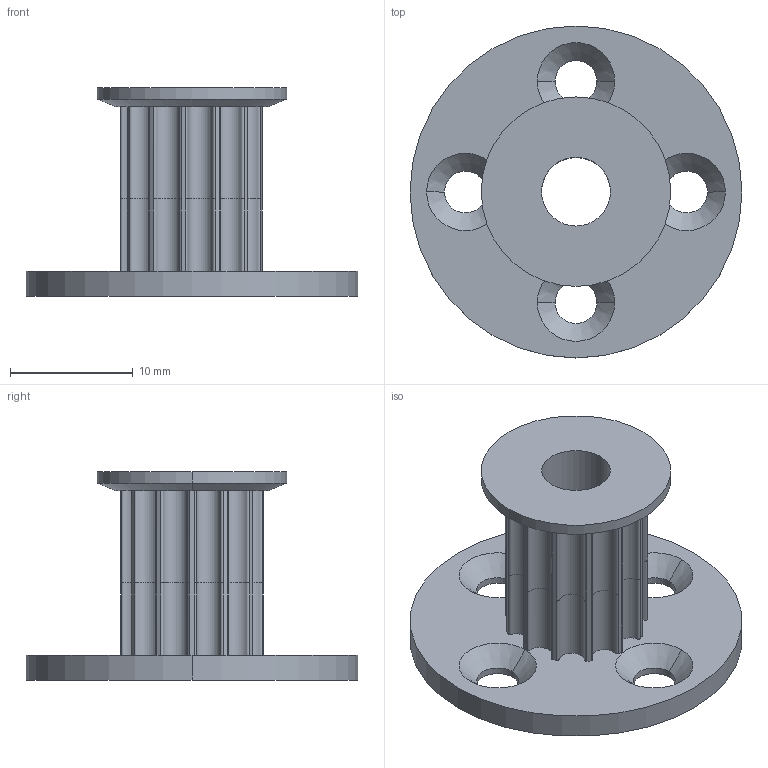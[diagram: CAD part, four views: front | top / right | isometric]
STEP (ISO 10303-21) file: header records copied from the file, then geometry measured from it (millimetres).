
FILE_DESCRIPTION (( 'STEP AP214' ), '1' );
FILE_NAME ('MirrorHTD (13 Teeth) - Thigh.STEP', '2023-12-11T13:50:20', ( '' ), ( '' ), 'SwSTEP 2.0', 'SolidWorks 2023', '' );
FILE_SCHEMA (( 'AUTOMOTIVE_DESIGN' ));
Length unit declared in the file: millimetre
Products named in the file (1): MirrorHTD (13 Teeth) - Thigh_GearTrax
Bounding box: 27 x 27 x 16.93 mm (x, y, z)
Volume: 1942.7 mm3; surface area: 2494.3 mm2
Topology: 1 solids, 1 shells, 67 faces, 179 edges, 116 vertices
Faces by surface type: cylinder 27, bspline 26, cone 10, plane 4
Entity records: 8588 total; most frequent: CARTESIAN_POINT 6967, ORIENTED_EDGE 358, DIRECTION 288, EDGE_CURVE 179, VERTEX_POINT 116, AXIS2_PLACEMENT_3D 106, EDGE_LOOP 79, VECTOR 76
